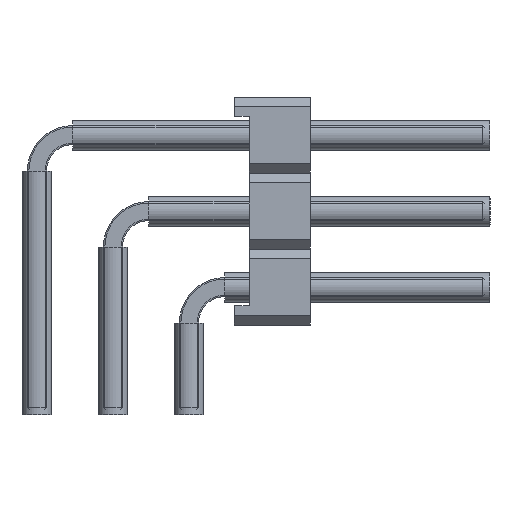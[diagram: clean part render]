
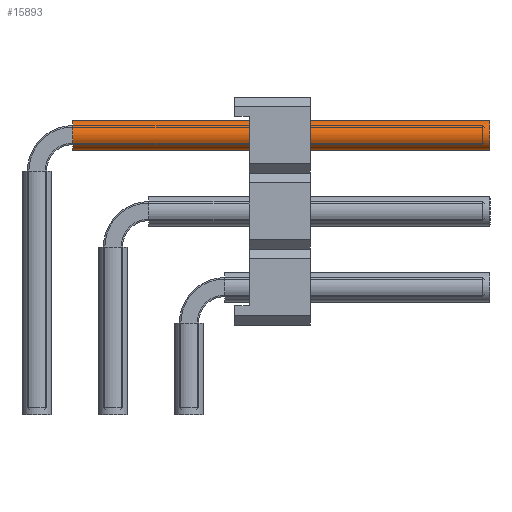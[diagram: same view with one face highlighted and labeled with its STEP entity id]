
A CAD part, left-side view. The second image highlights one B-rep face of the part: STEP entity #15893.
In plain terms, the highlighted cylindrical face has radius 0.5 mm (diameter 1 mm), a full revolution.
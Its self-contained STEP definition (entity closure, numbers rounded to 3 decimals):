
#8490=ORIENTED_EDGE('',*,*,#10840,.F.);
#8491=ORIENTED_EDGE('',*,*,#10841,.T.);
#10840=EDGE_CURVE('',#12380,#12380,#13000,.T.);
#10841=EDGE_CURVE('',#12381,#12381,#13001,.T.);
#12380=VERTEX_POINT('',#26494);
#12381=VERTEX_POINT('',#26496);
#13000=CIRCLE('',#17363,0.5);
#13001=CIRCLE('',#17364,0.5);
#13900=EDGE_LOOP('',(#8490));
#13901=EDGE_LOOP('',(#8491));
#14814=FACE_BOUND('',#13900,.T.);
#14815=FACE_BOUND('',#13901,.T.);
#15137=CYLINDRICAL_SURFACE('',#17362,0.5);
#15893=ADVANCED_FACE('',(#14814,#14815),#15137,.F.);
#17362=AXIS2_PLACEMENT_3D('',#26492,#21781,#21782);
#17363=AXIS2_PLACEMENT_3D('',#26493,#21783,#21784);
#17364=AXIS2_PLACEMENT_3D('',#26495,#21785,#21786);
#21781=DIRECTION('',(1.,0.,0.));
#21782=DIRECTION('',(0.,0.,-1.));
#21783=DIRECTION('',(-1.,0.,0.));
#21784=DIRECTION('',(0.,0.,1.));
#21785=DIRECTION('',(-1.,0.,0.));
#21786=DIRECTION('',(0.,0.,1.));
#26492=CARTESIAN_POINT('',(1.2,0.,9.35));
#26493=CARTESIAN_POINT('',(15.14,0.,9.35));
#26494=CARTESIAN_POINT('',(15.14,0.,9.85));
#26495=CARTESIAN_POINT('',(1.2,0.,9.35));
#26496=CARTESIAN_POINT('',(1.2,0.,9.85));
